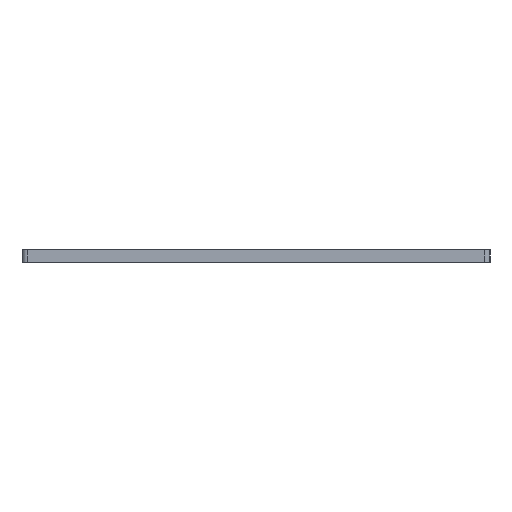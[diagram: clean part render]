
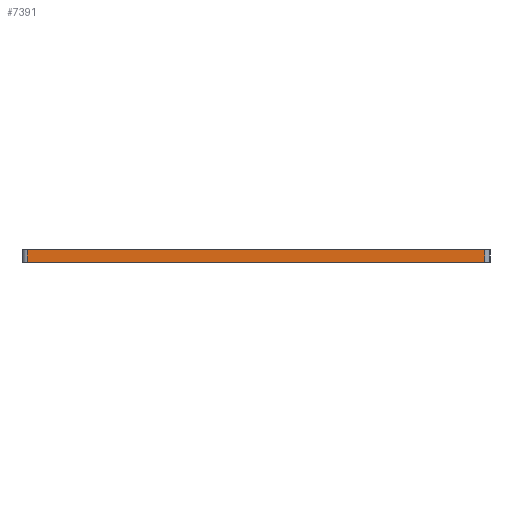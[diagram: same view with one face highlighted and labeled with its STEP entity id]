
A CAD part, left-side view. The second image highlights one B-rep face of the part: STEP entity #7391.
In plain terms, the highlighted planar face has unit normal (-1, 0, 0).
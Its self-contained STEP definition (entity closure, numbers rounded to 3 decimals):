
#347=FACE_OUTER_BOUND('',#776,.T.);
#776=EDGE_LOOP('',(#5567,#5568,#5569,#5570));
#1207=LINE('',#10119,#2207);
#1716=LINE('',#11201,#2716);
#1717=LINE('',#11202,#2717);
#1718=LINE('',#11203,#2718);
#2207=VECTOR('',#8244,111.8);
#2716=VECTOR('',#9007,111.8);
#2717=VECTOR('',#9008,3.);
#2718=VECTOR('',#9009,3.);
#3175=VERTEX_POINT('',#10117);
#3176=VERTEX_POINT('',#10118);
#3621=VERTEX_POINT('',#11199);
#3622=VERTEX_POINT('',#11200);
#3895=EDGE_CURVE('',#3175,#3176,#1207,.T.);
#4420=EDGE_CURVE('',#3621,#3622,#1716,.T.);
#4421=EDGE_CURVE('',#3622,#3176,#1717,.T.);
#4422=EDGE_CURVE('',#3175,#3621,#1718,.T.);
#5567=ORIENTED_EDGE('',*,*,#4420,.T.);
#5568=ORIENTED_EDGE('',*,*,#4421,.T.);
#5569=ORIENTED_EDGE('',*,*,#3895,.F.);
#5570=ORIENTED_EDGE('',*,*,#4422,.T.);
#7026=PLANE('',#7803);
#7391=ADVANCED_FACE('',(#347),#7026,.T.);
#7803=AXIS2_PLACEMENT_3D('',#11198,#9005,#9006);
#8244=DIRECTION('',(0.,1.,0.));
#9005=DIRECTION('center_axis',(-1.,0.,0.));
#9006=DIRECTION('ref_axis',(0.,0.,1.));
#9007=DIRECTION('',(0.,1.,0.));
#9008=DIRECTION('',(0.,0.,-1.));
#9009=DIRECTION('',(0.,0.,1.));
#10117=CARTESIAN_POINT('',(0.,-113.05,25.));
#10118=CARTESIAN_POINT('',(0.,-1.25,25.));
#10119=CARTESIAN_POINT('',(0.,-113.05,25.));
#11198=CARTESIAN_POINT('Origin',(0.,-57.15,28.));
#11199=CARTESIAN_POINT('',(0.,-113.05,28.));
#11200=CARTESIAN_POINT('',(0.,-1.25,28.));
#11201=CARTESIAN_POINT('',(0.,-113.05,28.));
#11202=CARTESIAN_POINT('',(0.,-1.25,28.));
#11203=CARTESIAN_POINT('',(0.,-113.05,25.));
